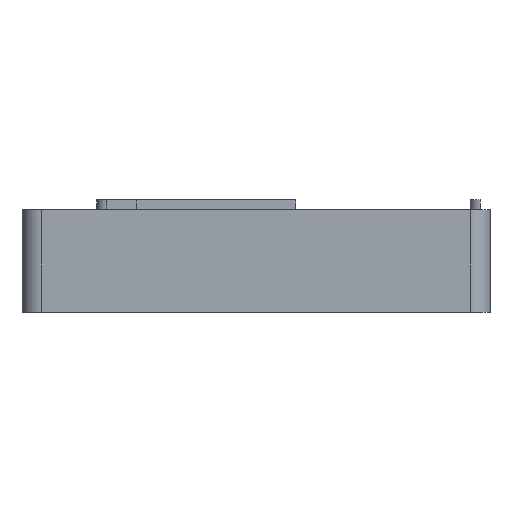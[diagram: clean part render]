
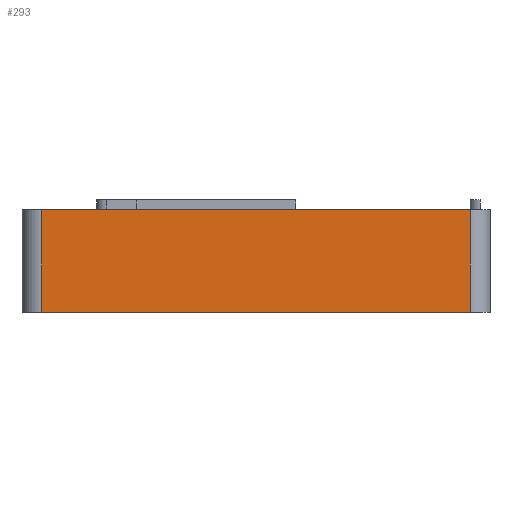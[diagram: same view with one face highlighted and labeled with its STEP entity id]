
A CAD part, front view. The second image highlights one B-rep face of the part: STEP entity #293.
In plain terms, the highlighted planar face has unit normal (0, -1, 0).
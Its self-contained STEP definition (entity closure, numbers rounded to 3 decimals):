
#275=AXIS2_PLACEMENT_3D('Plane Axis2P3D',#272,#273,#274) ;
#163=CARTESIAN_POINT('Vertex',(81.,-6.,20.6)) ;
#166=CARTESIAN_POINT('Line Origine',(81.,-6.,10.3)) ;
#170=CARTESIAN_POINT('Vertex',(81.,-6.,0.)) ;
#241=CARTESIAN_POINT('Vertex',(-5.,-6.,20.6)) ;
#257=CARTESIAN_POINT('Vertex',(-5.,-6.,0.)) ;
#260=CARTESIAN_POINT('Line Origine',(-5.,-6.,10.3)) ;
#272=CARTESIAN_POINT('Axis2P3D Location',(85.,-6.,0.)) ;
#277=CARTESIAN_POINT('Line Origine',(38.,-6.,0.)) ;
#282=CARTESIAN_POINT('Line Origine',(38.,-6.,20.6)) ;
#167=DIRECTION('Vector Direction',(0.,0.,1.)) ;
#261=DIRECTION('Vector Direction',(0.,0.,1.)) ;
#273=DIRECTION('Axis2P3D Direction',(0.,1.,-0.)) ;
#274=DIRECTION('Axis2P3D XDirection',(-1.,0.,0.)) ;
#278=DIRECTION('Vector Direction',(-1.,0.,0.)) ;
#283=DIRECTION('Vector Direction',(-1.,0.,0.)) ;
#168=VECTOR('Line Direction',#167,1.) ;
#262=VECTOR('Line Direction',#261,1.) ;
#279=VECTOR('Line Direction',#278,1.) ;
#284=VECTOR('Line Direction',#283,1.) ;
#287=EDGE_LOOP('',(#288,#289,#290,#291)) ;
#288=ORIENTED_EDGE('',*,*,#264,.F.) ;
#289=ORIENTED_EDGE('',*,*,#281,.T.) ;
#290=ORIENTED_EDGE('',*,*,#172,.T.) ;
#291=ORIENTED_EDGE('',*,*,#286,.F.) ;
#172=EDGE_CURVE('',#171,#164,#169,.T.) ;
#264=EDGE_CURVE('',#258,#242,#263,.T.) ;
#281=EDGE_CURVE('',#258,#171,#280,.F.) ;
#286=EDGE_CURVE('',#242,#164,#285,.F.) ;
#164=VERTEX_POINT('',#163) ;
#171=VERTEX_POINT('',#170) ;
#242=VERTEX_POINT('',#241) ;
#258=VERTEX_POINT('',#257) ;
#169=LINE('Line',#166,#168) ;
#263=LINE('Line',#260,#262) ;
#280=LINE('Line',#277,#279) ;
#285=LINE('Line',#282,#284) ;
#276=PLANE('',#275) ;
#292=FACE_OUTER_BOUND('',#287,.T.) ;
#293=ADVANCED_FACE('Corps principal',(#292),#276,.F.) ;
